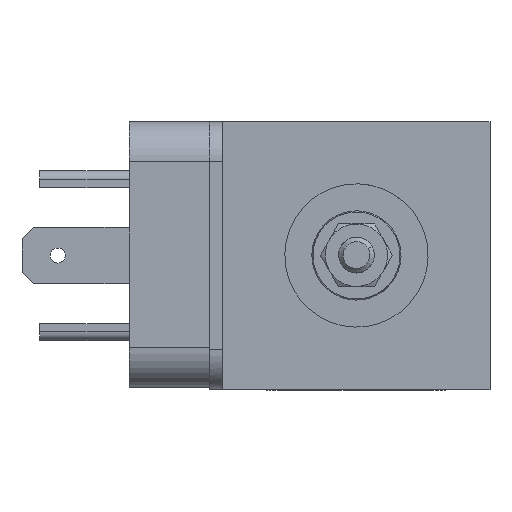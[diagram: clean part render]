
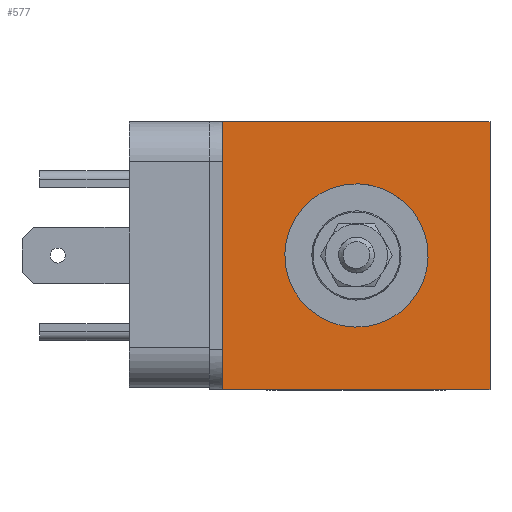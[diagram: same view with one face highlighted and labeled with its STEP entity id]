
A CAD part, top view. The second image highlights one B-rep face of the part: STEP entity #577.
In plain terms, the highlighted planar face has unit normal (0, 0, 1).
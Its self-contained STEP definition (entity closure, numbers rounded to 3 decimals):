
#247=AXIS2_PLACEMENT_3D('Circle Axis2P3D',#245,#246,$) ;
#266=AXIS2_PLACEMENT_3D('Circle Axis2P3D',#264,#265,$) ;
#553=AXIS2_PLACEMENT_3D('Plane Axis2P3D',#550,#551,#552) ;
#153=CARTESIAN_POINT('Vertex',(14.96,14.96,49.9)) ;
#174=CARTESIAN_POINT('Vertex',(-14.96,14.96,49.9)) ;
#177=CARTESIAN_POINT('Line Origine',(0.,14.96,49.9)) ;
#242=CARTESIAN_POINT('Vertex',(7.043,3.847,49.9)) ;
#245=CARTESIAN_POINT('Axis2P3D Location',(0.,0.,49.9)) ;
#249=CARTESIAN_POINT('Vertex',(-7.043,-3.847,49.9)) ;
#264=CARTESIAN_POINT('Axis2P3D Location',(0.,0.,49.9)) ;
#441=CARTESIAN_POINT('Vertex',(-14.96,-14.96,49.9)) ;
#444=CARTESIAN_POINT('Line Origine',(-14.96,0.,49.9)) ;
#550=CARTESIAN_POINT('Axis2P3D Location',(0.,0.,49.9)) ;
#555=CARTESIAN_POINT('Line Origine',(0.,-14.96,49.9)) ;
#559=CARTESIAN_POINT('Vertex',(14.96,-14.96,49.9)) ;
#562=CARTESIAN_POINT('Line Origine',(14.96,0.,49.9)) ;
#178=DIRECTION('Vector Direction',(1.,0.,0.)) ;
#246=DIRECTION('Axis2P3D Direction',(0.,0.,1.)) ;
#265=DIRECTION('Axis2P3D Direction',(0.,0.,1.)) ;
#445=DIRECTION('Vector Direction',(0.,-1.,0.)) ;
#551=DIRECTION('Axis2P3D Direction',(0.,0.,1.)) ;
#552=DIRECTION('Axis2P3D XDirection',(1.,0.,0.)) ;
#556=DIRECTION('Vector Direction',(-1.,0.,0.)) ;
#563=DIRECTION('Vector Direction',(0.,1.,0.)) ;
#179=VECTOR('Line Direction',#178,1.) ;
#446=VECTOR('Line Direction',#445,1.) ;
#557=VECTOR('Line Direction',#556,1.) ;
#564=VECTOR('Line Direction',#563,1.) ;
#568=ORIENTED_EDGE('',*,*,#448,.T.) ;
#569=ORIENTED_EDGE('',*,*,#561,.T.) ;
#570=ORIENTED_EDGE('',*,*,#566,.T.) ;
#571=ORIENTED_EDGE('',*,*,#181,.T.) ;
#574=ORIENTED_EDGE('',*,*,#251,.F.) ;
#575=ORIENTED_EDGE('',*,*,#268,.F.) ;
#576=FACE_BOUND('',#573,.T.) ;
#577=ADVANCED_FACE('K\X2\00F6\X0\rper.2',(#572,#576),#554,.T.) ;
#248=CIRCLE('generated circle',#247,8.025) ;
#267=CIRCLE('generated circle',#266,8.025) ;
#181=EDGE_CURVE('',#154,#175,#180,.F.) ;
#251=EDGE_CURVE('',#243,#250,#248,.T.) ;
#268=EDGE_CURVE('',#250,#243,#267,.T.) ;
#448=EDGE_CURVE('',#175,#442,#447,.T.) ;
#561=EDGE_CURVE('',#442,#560,#558,.F.) ;
#566=EDGE_CURVE('',#560,#154,#565,.T.) ;
#567=EDGE_LOOP('',(#568,#569,#570,#571)) ;
#573=EDGE_LOOP('',(#574,#575)) ;
#572=FACE_OUTER_BOUND('',#567,.T.) ;
#180=LINE('Line',#177,#179) ;
#447=LINE('Line',#444,#446) ;
#558=LINE('Line',#555,#557) ;
#565=LINE('Line',#562,#564) ;
#554=PLANE('',#553) ;
#154=VERTEX_POINT('',#153) ;
#175=VERTEX_POINT('',#174) ;
#243=VERTEX_POINT('',#242) ;
#250=VERTEX_POINT('',#249) ;
#442=VERTEX_POINT('',#441) ;
#560=VERTEX_POINT('',#559) ;
